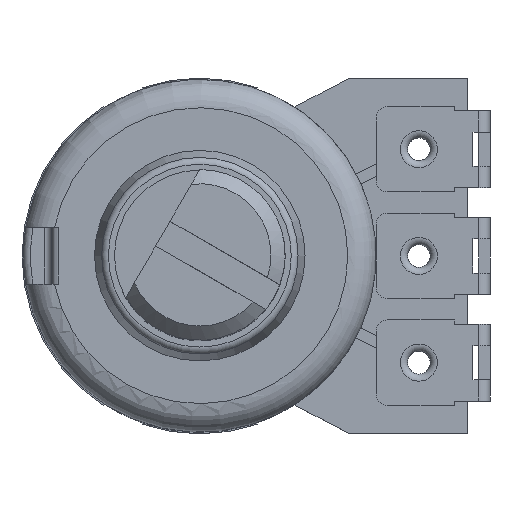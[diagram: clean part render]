
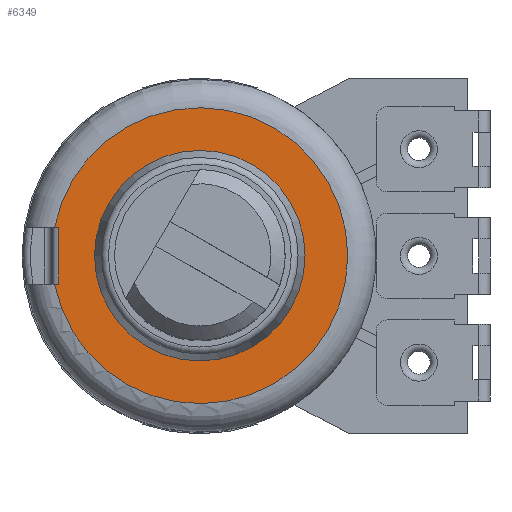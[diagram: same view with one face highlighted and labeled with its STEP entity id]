
A CAD part, top view. The second image highlights one B-rep face of the part: STEP entity #6349.
In plain terms, the highlighted planar face has unit normal (0, 0, 1).
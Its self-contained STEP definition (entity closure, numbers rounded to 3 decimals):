
#95=FACE_BOUND('',#2179,.T.);
#123=PLANE('',#6814);
#570=LINE('',#9795,#1292);
#571=LINE('',#9798,#1293);
#572=LINE('',#9800,#1294);
#1292=VECTOR('',#7747,0.25);
#1293=VECTOR('',#7750,10.);
#1294=VECTOR('',#7751,10.);
#1850=FACE_OUTER_BOUND('',#2178,.T.);
#2178=EDGE_LOOP('',(#4721,#4722,#4723,#4724));
#2179=EDGE_LOOP('',(#4725));
#2454=CIRCLE('',#6647,3.7);
#2573=CIRCLE('',#6815,5.2);
#2675=VERTEX_POINT('',#9000);
#2970=VERTEX_POINT('',#9788);
#2973=VERTEX_POINT('',#9793);
#2974=VERTEX_POINT('',#9797);
#2975=VERTEX_POINT('',#9799);
#3310=EDGE_CURVE('',#2675,#2675,#2454,.T.);
#3659=EDGE_CURVE('',#2973,#2970,#570,.T.);
#3660=EDGE_CURVE('',#2970,#2974,#571,.T.);
#3661=EDGE_CURVE('',#2975,#2973,#572,.T.);
#3662=EDGE_CURVE('',#2974,#2975,#2573,.T.);
#4721=ORIENTED_EDGE('',*,*,#3660,.F.);
#4722=ORIENTED_EDGE('',*,*,#3659,.F.);
#4723=ORIENTED_EDGE('',*,*,#3661,.F.);
#4724=ORIENTED_EDGE('',*,*,#3662,.F.);
#4725=ORIENTED_EDGE('',*,*,#3310,.T.);
#6349=ADVANCED_FACE('',(#1850,#95),#123,.T.);
#6647=AXIS2_PLACEMENT_3D('',#9002,#7197,#7198);
#6814=AXIS2_PLACEMENT_3D('',#9796,#7748,#7749);
#6815=AXIS2_PLACEMENT_3D('',#9801,#7752,#7753);
#7197=DIRECTION('center_axis',(0.,0.,-1.));
#7198=DIRECTION('ref_axis',(1.,0.,0.));
#7747=DIRECTION('',(0.,1.,0.));
#7748=DIRECTION('center_axis',(0.,0.,1.));
#7749=DIRECTION('ref_axis',(1.,0.,0.));
#7750=DIRECTION('',(-1.,0.,0.));
#7751=DIRECTION('',(1.,0.,0.));
#7752=DIRECTION('center_axis',(0.,0.,-1.));
#7753=DIRECTION('ref_axis',(-1.,0.,0.));
#9000=CARTESIAN_POINT('',(-6.3,3.75,9.));
#9002=CARTESIAN_POINT('Origin',(-10.,3.75,9.));
#9788=CARTESIAN_POINT('',(-14.95,4.75,9.));
#9793=CARTESIAN_POINT('',(-14.95,2.75,9.));
#9795=CARTESIAN_POINT('',(-14.95,3.75,9.));
#9796=CARTESIAN_POINT('Origin',(-10.,3.75,9.));
#9797=CARTESIAN_POINT('',(-15.103,4.75,9.));
#9798=CARTESIAN_POINT('',(-13.059,4.75,9.));
#9799=CARTESIAN_POINT('',(-15.103,2.75,9.));
#9800=CARTESIAN_POINT('',(-12.6,2.75,9.));
#9801=CARTESIAN_POINT('Origin',(-10.,3.75,9.));
